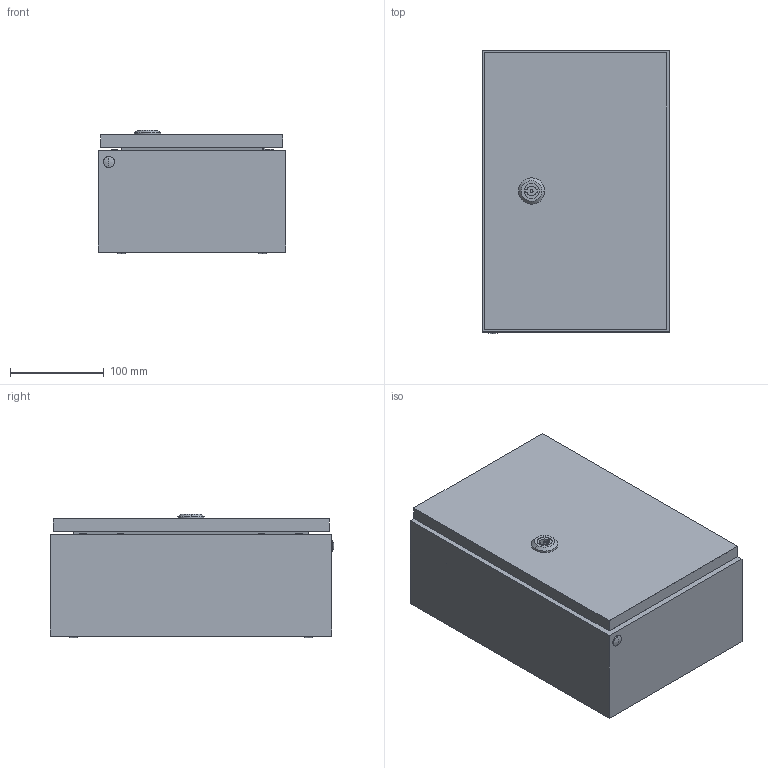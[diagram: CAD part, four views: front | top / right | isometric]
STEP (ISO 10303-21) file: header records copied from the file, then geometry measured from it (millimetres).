
FILE_DESCRIPTION (( 'STEP AP214' ), '1' );
FILE_NAME ('3331-2030-12-07.step', '2023-12-20T12:41:43', ( '' ), ( '' ), 'SwSTEP 2.0', 'SolidWorks 2019', '' );
FILE_SCHEMA (( 'AUTOMOTIVE_DESIGN' ));
Length unit declared in the file: millimetre
Products named in the file (4): Korpus_wg_2030-12; Tuer_wg_3331-2030-00-97; Montageplattenbeipack_wg_2030; 3331-2030-12-07
Assembly tree (3 placements, depth 2):
  3331-2030-12-07
    Korpus_wg_2030-12
    Tuer_wg_3331-2030-00-97
    Montageplattenbeipack_wg_2030
Bounding box: 200 x 302 x 131.85 mm (x, y, z)
Volume: 406677.6 mm3; surface area: 567990.6 mm2
Topology: 19 solids, 23 shells, 970 faces, 2361 edges, 1527 vertices
Faces by surface type: plane 510, cylinder 292, cone 130, sphere 18, bspline 16, torus 4
Entity records: 40954 total; most frequent: CARTESIAN_POINT 14078, DIRECTION 4787, ORIENTED_EDGE 4706, EDGE_CURVE 2353, AXIS2_PLACEMENT_3D 1762, VERTEX_POINT 1527, LINE 1263, VECTOR 1263
